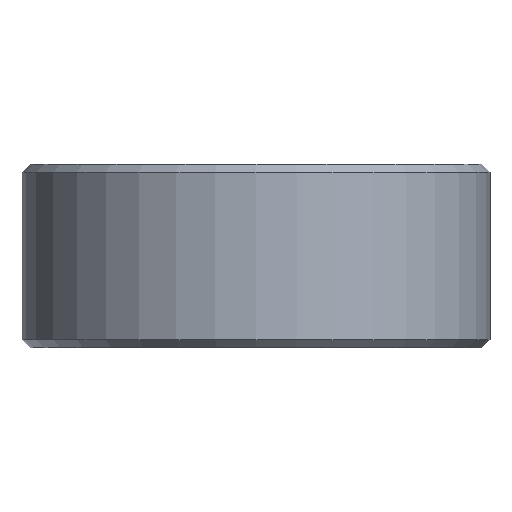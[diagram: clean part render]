
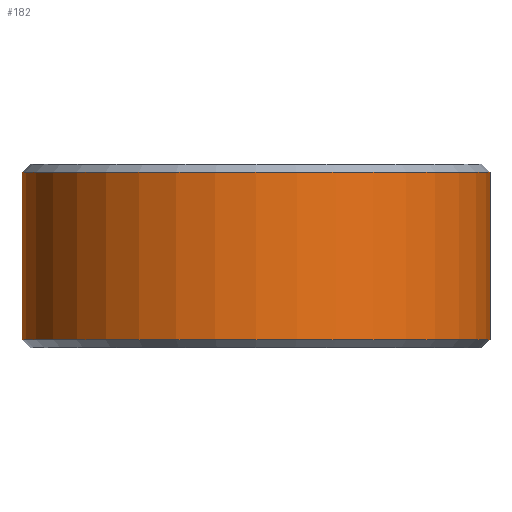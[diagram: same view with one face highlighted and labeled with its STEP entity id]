
A CAD part, front view. The second image highlights one B-rep face of the part: STEP entity #182.
In plain terms, the highlighted cylindrical face has radius 7 mm (diameter 14 mm), a partial arc.
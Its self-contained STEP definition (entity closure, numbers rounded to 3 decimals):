
#4 = FACE_OUTER_BOUND ( 'NONE', #120, .T. ) ;
#5 = VERTEX_POINT ( 'NONE', #7 ) ;
#7 = CARTESIAN_POINT ( 'NONE',  ( -7., 0., 5.25 ) ) ;
#14 = VERTEX_POINT ( 'NONE', #47 ) ;
#16 = VERTEX_POINT ( 'NONE', #113 ) ;
#28 = DIRECTION ( 'NONE',  ( 0., 0., -1. ) ) ;
#33 = CYLINDRICAL_SURFACE ( 'NONE', #345, 7. ) ;
#40 = CARTESIAN_POINT ( 'NONE',  ( 0., 0., 0.25 ) ) ;
#41 = EDGE_CURVE ( 'NONE', #5, #14, #304, .T. ) ;
#47 = CARTESIAN_POINT ( 'NONE',  ( -7., 0., 0.25 ) ) ;
#50 = CARTESIAN_POINT ( 'NONE',  ( 7., 0., 5.5 ) ) ;
#56 = VECTOR ( 'NONE', #28, 1000. ) ;
#61 = DIRECTION ( 'NONE',  ( 0., 0., -1. ) ) ;
#73 = ORIENTED_EDGE ( 'NONE', *, *, #41, .T. ) ;
#78 = DIRECTION ( 'NONE',  ( 0., 0., -1. ) ) ;
#85 = VECTOR ( 'NONE', #61, 1000. ) ;
#98 = EDGE_CURVE ( 'NONE', #316, #16, #246, .T. ) ;
#103 = ORIENTED_EDGE ( 'NONE', *, *, #223, .T. ) ;
#112 = CARTESIAN_POINT ( 'NONE',  ( 7., 0., 5.25 ) ) ;
#113 = CARTESIAN_POINT ( 'NONE',  ( 7., 0., 0.25 ) ) ;
#120 = EDGE_LOOP ( 'NONE', ( #207, #103, #73, #255 ) ) ;
#136 = DIRECTION ( 'NONE',  ( 0., 0., 1. ) ) ;
#182 = ADVANCED_FACE ( 'NONE', ( #4 ), #33, .T. ) ;
#204 = CARTESIAN_POINT ( 'NONE',  ( -7., 0., 5.5 ) ) ;
#207 = ORIENTED_EDGE ( 'NONE', *, *, #98, .F. ) ;
#219 = DIRECTION ( 'NONE',  ( -1., 0., 0. ) ) ;
#223 = EDGE_CURVE ( 'NONE', #316, #5, #240, .T. ) ;
#228 = DIRECTION ( 'NONE',  ( 1., 0., 0. ) ) ;
#229 = CARTESIAN_POINT ( 'NONE',  ( 0., 0., 5.5 ) ) ;
#236 = DIRECTION ( 'NONE',  ( 0., 0., -1. ) ) ;
#240 = CIRCLE ( 'NONE', #358, 7. ) ;
#246 = LINE ( 'NONE', #50, #85 ) ;
#255 = ORIENTED_EDGE ( 'NONE', *, *, #295, .T. ) ;
#268 = DIRECTION ( 'NONE',  ( 1., 0., 0. ) ) ;
#295 = EDGE_CURVE ( 'NONE', #14, #16, #362, .T. ) ;
#304 = LINE ( 'NONE', #204, #56 ) ;
#316 = VERTEX_POINT ( 'NONE', #112 ) ;
#345 = AXIS2_PLACEMENT_3D ( 'NONE', #229, #236, #219 ) ;
#358 = AXIS2_PLACEMENT_3D ( 'NONE', #393, #78, #268 ) ;
#362 = CIRCLE ( 'NONE', #402, 7. ) ;
#393 = CARTESIAN_POINT ( 'NONE',  ( 0., 0., 5.25 ) ) ;
#402 = AXIS2_PLACEMENT_3D ( 'NONE', #40, #136, #228 ) ;
